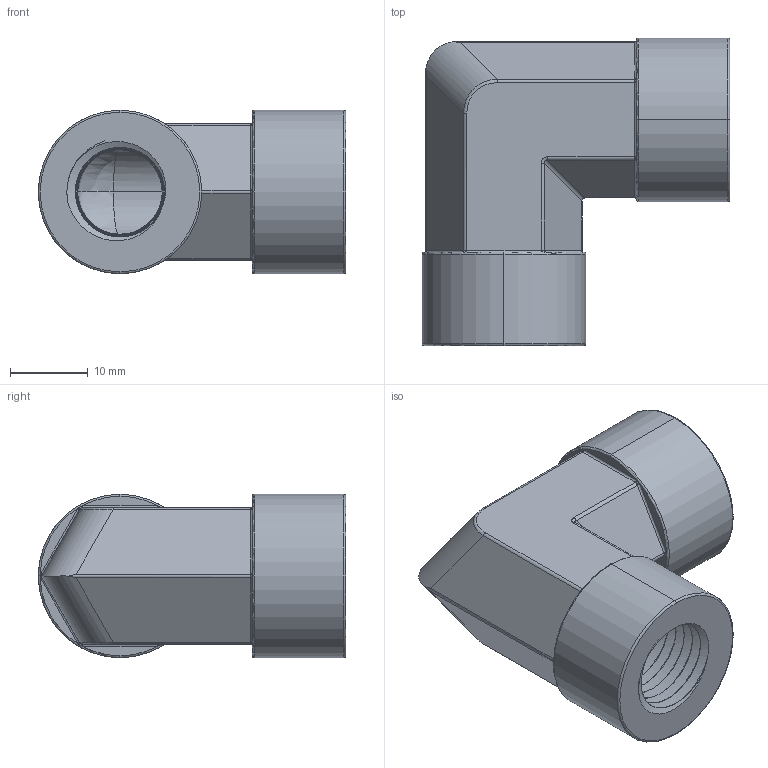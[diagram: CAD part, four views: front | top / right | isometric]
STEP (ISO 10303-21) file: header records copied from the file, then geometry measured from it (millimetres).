
FILE_DESCRIPTION((''),'2;1');
FILE_NAME('001_H-SLA_MASTER','2025-07-07T15:32:27',('Administrator'),(''),'CREO PARAMETRIC BY PTC INC, 2020184','CREO PARAMETRIC BY PTC INC, 2020184','');
FILE_SCHEMA(('AUTOMOTIVE_DESIGN { 1 0 10303 214 1 1 1 1 }'));
Length unit declared in the file: millimetre
Products named in the file (1): 001_H-SLA_MASTER
Bounding box: 39.5 x 39.5 x 21 mm (x, y, z)
Volume: 10744.1 mm3; surface area: 7101.3 mm2
Topology: 1 solids, 1 shells, 165 faces, 416 edges, 263 vertices
Faces by surface type: bspline 39, cylinder 38, torus 32, plane 28, cone 28
Entity records: 21053 total; most frequent: CARTESIAN_POINT 15982, ORIENTED_EDGE 814, DIRECTION 691, PRESENTATION_STYLE_ASSIGNMENT 418, STYLED_ITEM 418, CURVE_STYLE 417, EDGE_CURVE 407, AXIS2_PLACEMENT_3D 283
